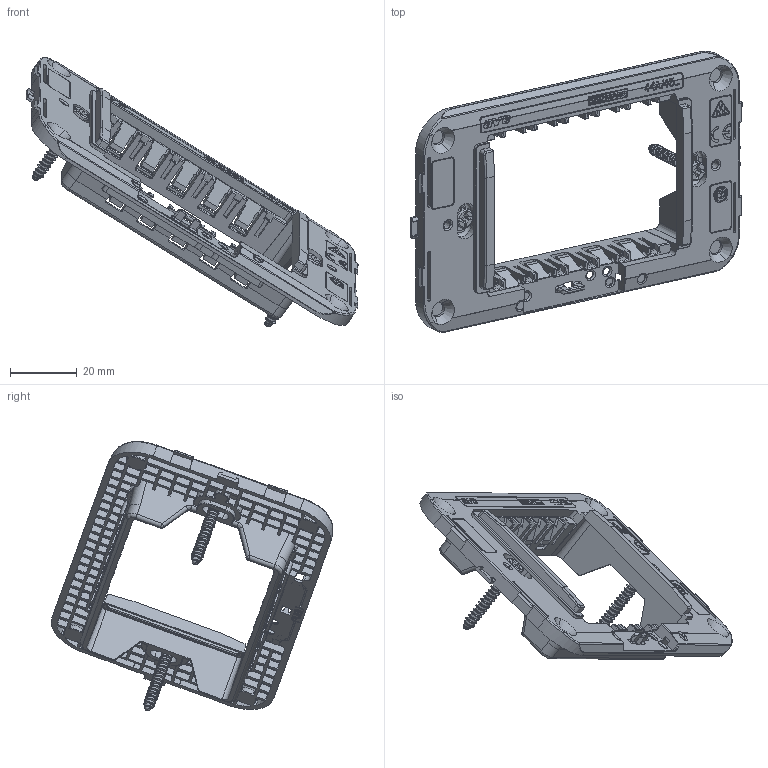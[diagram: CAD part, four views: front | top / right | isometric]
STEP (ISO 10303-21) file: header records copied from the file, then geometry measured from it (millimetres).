
FILE_DESCRIPTION(('CATIA V5 STEP Exchange'),'2;1');
FILE_NAME('44A_45@.stp','2024-01-24T12:21:26+00:00',('none'),('none'),'CATIA Version 5-6 Release 2016 SP6','CATIA V5 STEP AP203','none');
FILE_SCHEMA(('CONFIG_CONTROL_DESIGN'));
Products named in the file (1): 44A_45@
Assembly tree (3 placements, depth 2):
  44A_45@
    #57
    #113796  x2
Bounding box: 99.84 x 84.69 x 81.03 mm (x, y, z)
Volume: 18017.3 mm3; surface area: 25192.6 mm2
Topology: 3 solids, 3 shells, 4055 faces, 10982 edges, 6982 vertices
Faces by surface type: plane 2432, cylinder 667, bspline 574, cone 208, extrusion 81, torus 70, sphere 23
Entity records: 124296 total; most frequent: CARTESIAN_POINT 41616, ORIENTED_EDGE 20550, DIRECTION 11553, EDGE_CURVE 10275, VECTOR 7007, LINE 6926, VERTEX_POINT 6617, EDGE_LOOP 3898
